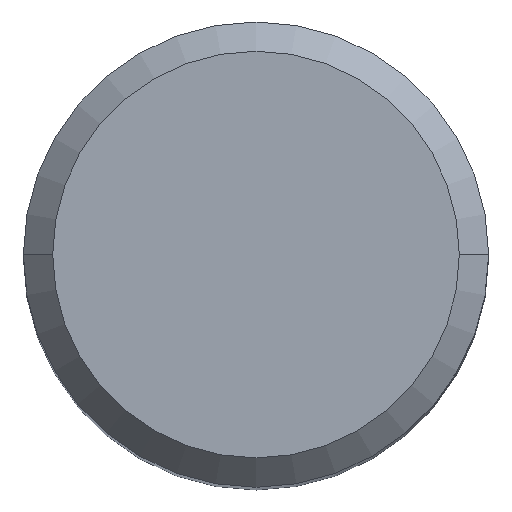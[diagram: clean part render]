
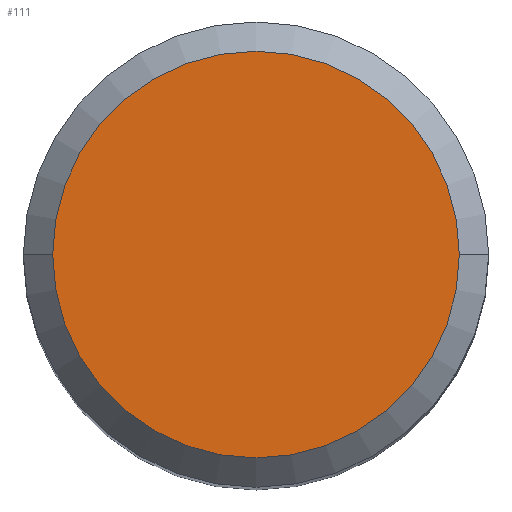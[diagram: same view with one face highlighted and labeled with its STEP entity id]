
A CAD part, top view. The second image highlights one B-rep face of the part: STEP entity #111.
In plain terms, the highlighted planar face has unit normal (0, 0, 1).
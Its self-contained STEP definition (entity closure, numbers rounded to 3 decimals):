
#111=ADVANCED_FACE('',(#163),#140,.F.);
#140=PLANE('',#973);
#163=FACE_OUTER_BOUND('',#213,.T.);
#213=EDGE_LOOP('',(#329,#330));
#329=ORIENTED_EDGE('',*,*,#571,.T.);
#330=ORIENTED_EDGE('',*,*,#570,.T.);
#485=VERTEX_POINT('',#1520);
#487=VERTEX_POINT('',#1524);
#570=EDGE_CURVE('',#485,#487,#676,.T.);
#571=EDGE_CURVE('',#487,#485,#677,.T.);
#676=CIRCLE('',#970,6.938);
#677=CIRCLE('',#972,6.938);
#970=AXIS2_PLACEMENT_3D('',#1525,#1210,#1211);
#972=AXIS2_PLACEMENT_3D('',#1527,#1214,#1215);
#973=AXIS2_PLACEMENT_3D('',#1528,#1216,#1217);
#1210=DIRECTION('',(0.,0.,1.));
#1211=DIRECTION('',(-1.,0.,0.));
#1214=DIRECTION('',(0.,0.,1.));
#1215=DIRECTION('',(1.,0.,0.));
#1216=DIRECTION('',(0.,0.,-1.));
#1217=DIRECTION('',(1.,0.,0.));
#1520=CARTESIAN_POINT('',(-6.938,0.,27.05));
#1524=CARTESIAN_POINT('',(6.938,0.,27.05));
#1525=CARTESIAN_POINT('',(0.,0.,27.05));
#1527=CARTESIAN_POINT('',(0.,0.,27.05));
#1528=CARTESIAN_POINT('',(0.,0.,27.05));
